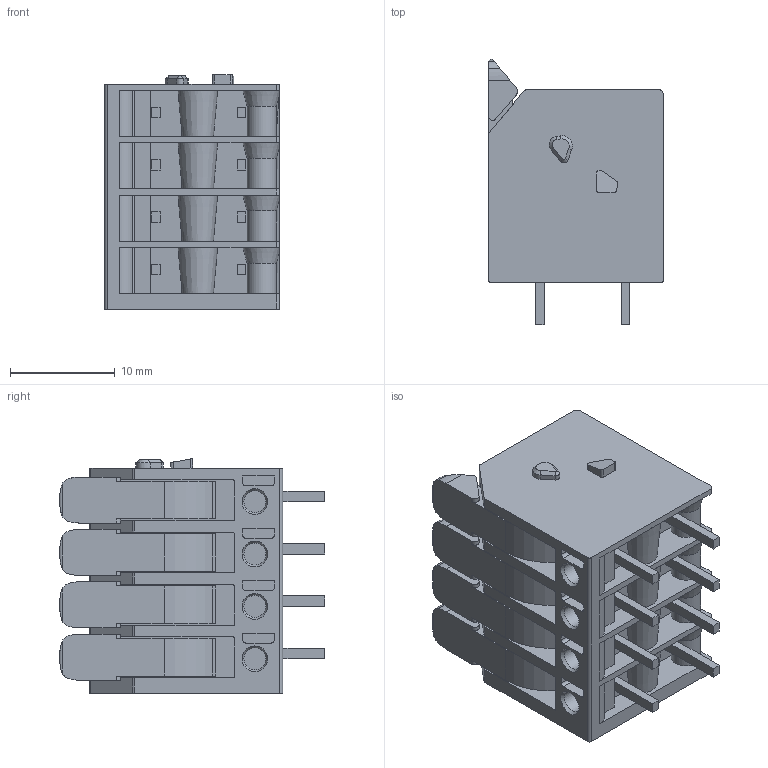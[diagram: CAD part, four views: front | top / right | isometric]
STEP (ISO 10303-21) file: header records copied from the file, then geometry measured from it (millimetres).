
FILE_DESCRIPTION(/* description */ ('STEP AP214'),/* implementation_level */ '2;1');
FILE_NAME(/* name */ '2604-3104',/* time_stamp */ '2023-03-06T13:09:22+01:00',/* author */ ('License CC BY-ND 4.0'),/* organization */ ('CADENAS'),/* preprocessor_version */ 'ST-DEVELOPER v18.102',/* originating_system */ 'PARTsolutions',/* authorisation */ ' ');
FILE_SCHEMA (('AUTOMOTIVE_DESIGN {1 0 10303 214 3 1 1}'));
Length unit declared in the file: millimetre
Products named in the file (1): 2604-3104
Bounding box: 16.7 x 25.3 x 22.4 mm (x, y, z)
Volume: 5469.1 mm3; surface area: 3884.4 mm2
Topology: 1 solids, 1 shells, 464 faces, 1210 edges, 774 vertices
Faces by surface type: plane 264, cylinder 145, cone 55
Full cylindrical faces by diameter (mm): 2.1 x4
Entity records: 17427 total; most frequent: CARTESIAN_POINT 2609, DIRECTION 2421, ORIENTED_EDGE 2404, EDGE_CURVE 1202, LINE 809, VECTOR 809, AXIS2_PLACEMENT_3D 806, VERTEX_POINT 774
